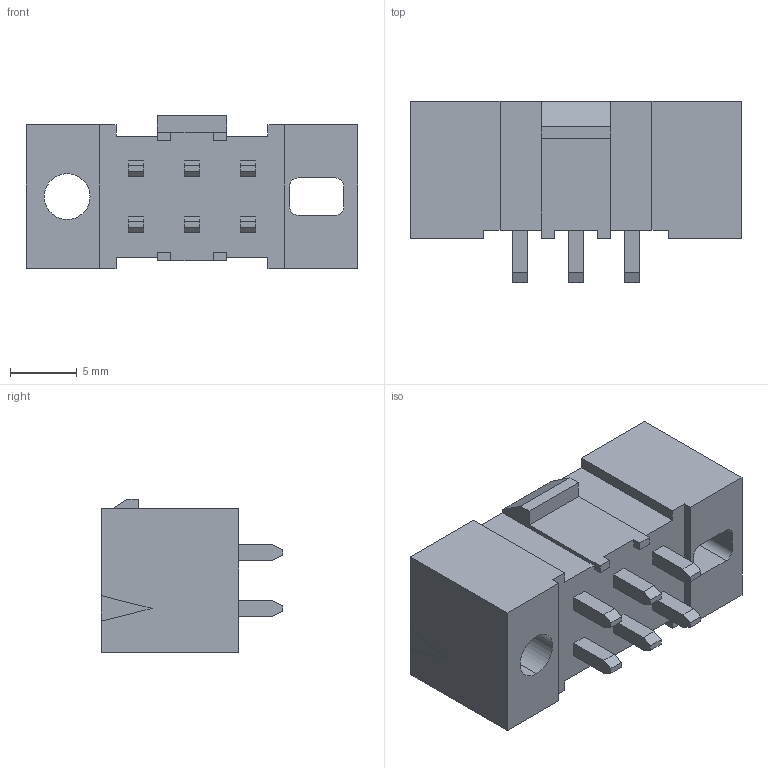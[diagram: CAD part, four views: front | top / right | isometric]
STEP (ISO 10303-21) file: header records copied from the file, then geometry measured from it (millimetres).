
FILE_DESCRIPTION (( 'STEP AP203' ), '1' );
FILE_NAME ('IPBT-103-H1-X-D-GP-BASIC.step', '2011-05-18T14:49:18', ( 'Samtec' ), ( 'SAMTEC' ), 'SwSTEP 2.0', 'SolidWorks 2010', '' );
FILE_SCHEMA (( 'CONFIG_CONTROL_DESIGN' ));
Length unit declared in the file: inch
Products named in the file (1): IPBT-103-H1-X-D-GP-BASIC
Bounding box: 24.83 x 13.59 x 11.46 mm (x, y, z)
Volume: 1753.7 mm3; surface area: 2404.3 mm2
Topology: 1 solids, 1 shells, 199 faces, 502 edges, 323 vertices
Faces by surface type: plane 187, cone 6, cylinder 6
Entity records: 5901 total; most frequent: CARTESIAN_POINT 1025, ORIENTED_EDGE 1004, DIRECTION 920, EDGE_CURVE 502, LINE 484, VECTOR 484, VERTEX_POINT 323, EDGE_LOOP 221
